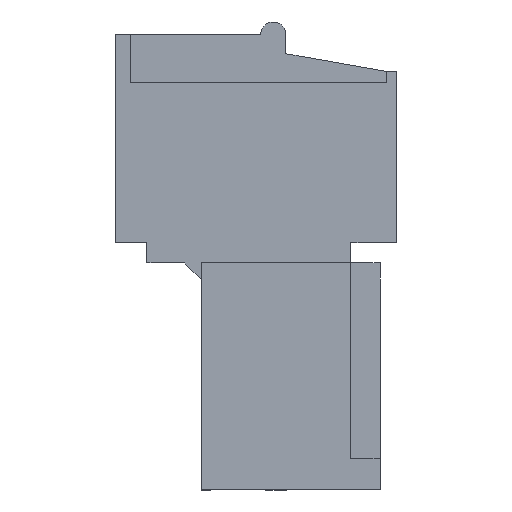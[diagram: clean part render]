
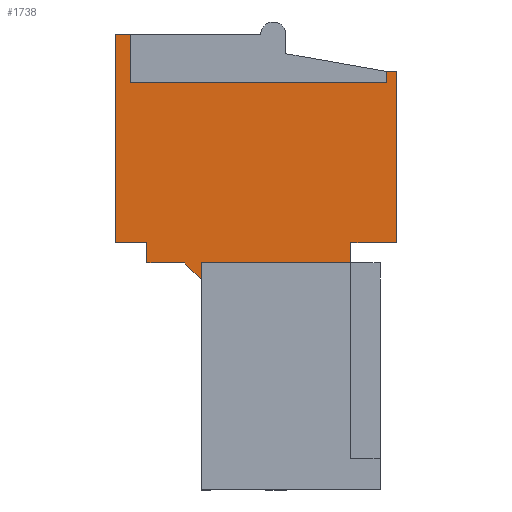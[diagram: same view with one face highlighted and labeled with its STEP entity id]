
A CAD part, left-side view. The second image highlights one B-rep face of the part: STEP entity #1738.
In plain terms, the highlighted planar face has unit normal (-1, 0, 0).
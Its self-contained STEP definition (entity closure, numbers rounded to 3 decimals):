
#34=AXIS2_PLACEMENT_3D('Plane Axis2P3D',#31,#32,#33) ;
#31=CARTESIAN_POINT('Axis2P3D Location',(4.8,4.76,6.6)) ;
#40=CARTESIAN_POINT('Vertex',(4.8,1.81,8.95)) ;
#290=CARTESIAN_POINT('Vertex',(4.8,7.71,8.95)) ;
#298=CARTESIAN_POINT('Line Origine',(4.8,4.76,8.95)) ;
#1553=CARTESIAN_POINT('Vertex',(4.8,1.81,9.75)) ;
#1556=CARTESIAN_POINT('Line Origine',(4.8,1.81,9.35)) ;
#1601=CARTESIAN_POINT('Vertex',(4.8,7.71,8.3)) ;
#1623=CARTESIAN_POINT('Line Origine',(4.8,7.71,8.625)) ;
#1639=CARTESIAN_POINT('Line Origine',(4.8,0.905,9.75)) ;
#1643=CARTESIAN_POINT('Vertex',(4.8,0.,9.75)) ;
#1646=CARTESIAN_POINT('Line Origine',(4.8,0.,13.125)) ;
#1650=CARTESIAN_POINT('Vertex',(4.8,0.,16.5)) ;
#1653=CARTESIAN_POINT('Line Origine',(4.8,0.2,16.5)) ;
#1657=CARTESIAN_POINT('Vertex',(4.8,0.4,16.5)) ;
#1660=CARTESIAN_POINT('Line Origine',(4.8,0.4,16.275)) ;
#1664=CARTESIAN_POINT('Vertex',(4.8,0.4,16.05)) ;
#1667=CARTESIAN_POINT('Line Origine',(4.8,5.45,16.05)) ;
#1671=CARTESIAN_POINT('Vertex',(4.8,10.5,16.05)) ;
#1674=CARTESIAN_POINT('Line Origine',(4.8,10.5,17.)) ;
#1678=CARTESIAN_POINT('Vertex',(4.8,10.5,17.95)) ;
#1681=CARTESIAN_POINT('Line Origine',(4.8,10.8,17.95)) ;
#1685=CARTESIAN_POINT('Vertex',(4.8,11.1,17.95)) ;
#1688=CARTESIAN_POINT('Line Origine',(4.8,11.1,13.85)) ;
#1692=CARTESIAN_POINT('Vertex',(4.8,11.1,9.75)) ;
#1695=CARTESIAN_POINT('Line Origine',(4.8,10.475,9.75)) ;
#1699=CARTESIAN_POINT('Vertex',(4.8,9.85,9.75)) ;
#1702=CARTESIAN_POINT('Line Origine',(4.8,9.85,9.35)) ;
#1706=CARTESIAN_POINT('Vertex',(4.8,9.85,8.95)) ;
#1709=CARTESIAN_POINT('Line Origine',(4.8,9.105,8.95)) ;
#1713=CARTESIAN_POINT('Vertex',(4.8,8.36,8.95)) ;
#1716=CARTESIAN_POINT('Line Origine',(4.8,8.035,8.625)) ;
#32=DIRECTION('Axis2P3D Direction',(1.,0.,0.)) ;
#33=DIRECTION('Axis2P3D XDirection',(0.,-1.,0.)) ;
#299=DIRECTION('Vector Direction',(0.,-1.,0.)) ;
#1557=DIRECTION('Vector Direction',(0.,0.,-1.)) ;
#1624=DIRECTION('Vector Direction',(0.,0.,1.)) ;
#1640=DIRECTION('Vector Direction',(0.,1.,0.)) ;
#1647=DIRECTION('Vector Direction',(0.,0.,-1.)) ;
#1654=DIRECTION('Vector Direction',(0.,-1.,0.)) ;
#1661=DIRECTION('Vector Direction',(0.,0.,-1.)) ;
#1668=DIRECTION('Vector Direction',(0.,1.,0.)) ;
#1675=DIRECTION('Vector Direction',(0.,0.,-1.)) ;
#1682=DIRECTION('Vector Direction',(0.,1.,0.)) ;
#1689=DIRECTION('Vector Direction',(0.,0.,1.)) ;
#1696=DIRECTION('Vector Direction',(0.,1.,0.)) ;
#1703=DIRECTION('Vector Direction',(0.,0.,1.)) ;
#1710=DIRECTION('Vector Direction',(0.,-1.,0.)) ;
#1717=DIRECTION('Vector Direction',(0.,0.707,0.707)) ;
#300=VECTOR('Line Direction',#299,1.) ;
#1558=VECTOR('Line Direction',#1557,1.) ;
#1625=VECTOR('Line Direction',#1624,1.) ;
#1641=VECTOR('Line Direction',#1640,1.) ;
#1648=VECTOR('Line Direction',#1647,1.) ;
#1655=VECTOR('Line Direction',#1654,1.) ;
#1662=VECTOR('Line Direction',#1661,1.) ;
#1669=VECTOR('Line Direction',#1668,1.) ;
#1676=VECTOR('Line Direction',#1675,1.) ;
#1683=VECTOR('Line Direction',#1682,1.) ;
#1690=VECTOR('Line Direction',#1689,1.) ;
#1697=VECTOR('Line Direction',#1696,1.) ;
#1704=VECTOR('Line Direction',#1703,1.) ;
#1711=VECTOR('Line Direction',#1710,1.) ;
#1718=VECTOR('Line Direction',#1717,1.) ;
#1722=ORIENTED_EDGE('',*,*,#1627,.T.) ;
#1723=ORIENTED_EDGE('',*,*,#302,.T.) ;
#1724=ORIENTED_EDGE('',*,*,#1560,.F.) ;
#1725=ORIENTED_EDGE('',*,*,#1645,.F.) ;
#1726=ORIENTED_EDGE('',*,*,#1652,.F.) ;
#1727=ORIENTED_EDGE('',*,*,#1659,.F.) ;
#1728=ORIENTED_EDGE('',*,*,#1666,.T.) ;
#1729=ORIENTED_EDGE('',*,*,#1673,.T.) ;
#1730=ORIENTED_EDGE('',*,*,#1680,.F.) ;
#1731=ORIENTED_EDGE('',*,*,#1687,.T.) ;
#1732=ORIENTED_EDGE('',*,*,#1694,.F.) ;
#1733=ORIENTED_EDGE('',*,*,#1701,.F.) ;
#1734=ORIENTED_EDGE('',*,*,#1708,.F.) ;
#1735=ORIENTED_EDGE('',*,*,#1715,.T.) ;
#1736=ORIENTED_EDGE('',*,*,#1720,.F.) ;
#1738=ADVANCED_FACE('HOUSING',(#1737),#35,.F.) ;
#302=EDGE_CURVE('',#291,#41,#301,.T.) ;
#1560=EDGE_CURVE('',#1554,#41,#1559,.T.) ;
#1627=EDGE_CURVE('',#1602,#291,#1626,.T.) ;
#1645=EDGE_CURVE('',#1644,#1554,#1642,.T.) ;
#1652=EDGE_CURVE('',#1651,#1644,#1649,.T.) ;
#1659=EDGE_CURVE('',#1658,#1651,#1656,.T.) ;
#1666=EDGE_CURVE('',#1658,#1665,#1663,.T.) ;
#1673=EDGE_CURVE('',#1665,#1672,#1670,.T.) ;
#1680=EDGE_CURVE('',#1679,#1672,#1677,.T.) ;
#1687=EDGE_CURVE('',#1679,#1686,#1684,.T.) ;
#1694=EDGE_CURVE('',#1693,#1686,#1691,.T.) ;
#1701=EDGE_CURVE('',#1700,#1693,#1698,.T.) ;
#1708=EDGE_CURVE('',#1707,#1700,#1705,.T.) ;
#1715=EDGE_CURVE('',#1707,#1714,#1712,.T.) ;
#1720=EDGE_CURVE('',#1602,#1714,#1719,.T.) ;
#1721=EDGE_LOOP('',(#1722,#1723,#1724,#1725,#1726,#1727,#1728,#1729,#1730,#1731,#1732,#1733,#1734,#1735,#1736)) ;
#1737=FACE_OUTER_BOUND('',#1721,.T.) ;
#301=LINE('Line',#298,#300) ;
#1559=LINE('Line',#1556,#1558) ;
#1626=LINE('Line',#1623,#1625) ;
#1642=LINE('Line',#1639,#1641) ;
#1649=LINE('Line',#1646,#1648) ;
#1656=LINE('Line',#1653,#1655) ;
#1663=LINE('Line',#1660,#1662) ;
#1670=LINE('Line',#1667,#1669) ;
#1677=LINE('Line',#1674,#1676) ;
#1684=LINE('Line',#1681,#1683) ;
#1691=LINE('Line',#1688,#1690) ;
#1698=LINE('Line',#1695,#1697) ;
#1705=LINE('Line',#1702,#1704) ;
#1712=LINE('Line',#1709,#1711) ;
#1719=LINE('Line',#1716,#1718) ;
#35=PLANE('',#34) ;
#41=VERTEX_POINT('',#40) ;
#291=VERTEX_POINT('',#290) ;
#1554=VERTEX_POINT('',#1553) ;
#1602=VERTEX_POINT('',#1601) ;
#1644=VERTEX_POINT('',#1643) ;
#1651=VERTEX_POINT('',#1650) ;
#1658=VERTEX_POINT('',#1657) ;
#1665=VERTEX_POINT('',#1664) ;
#1672=VERTEX_POINT('',#1671) ;
#1679=VERTEX_POINT('',#1678) ;
#1686=VERTEX_POINT('',#1685) ;
#1693=VERTEX_POINT('',#1692) ;
#1700=VERTEX_POINT('',#1699) ;
#1707=VERTEX_POINT('',#1706) ;
#1714=VERTEX_POINT('',#1713) ;
